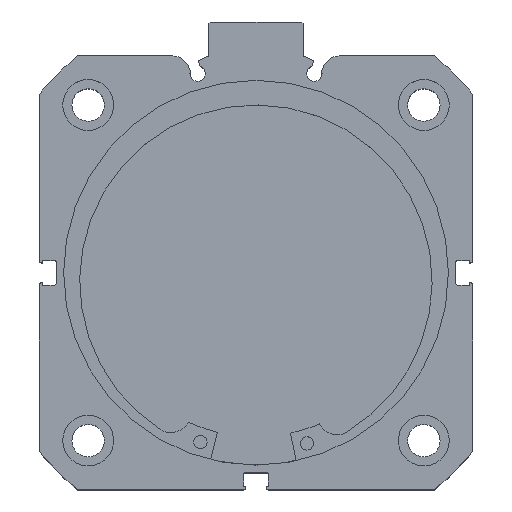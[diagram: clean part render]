
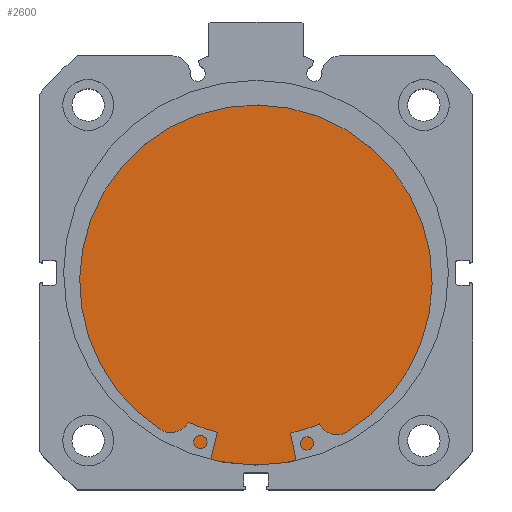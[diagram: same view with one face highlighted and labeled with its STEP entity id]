
A CAD part, top view. The second image highlights one B-rep face of the part: STEP entity #2600.
In plain terms, the highlighted face is planar.
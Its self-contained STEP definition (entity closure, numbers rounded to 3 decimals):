
#254 = FACE_OUTER_BOUND ( 'NONE', #4114, .T. ) ;
#856 = CIRCLE ( 'NONE', #5918, 51. ) ;
#880 = CIRCLE ( 'NONE', #5852, 51. ) ;
#1479 = CARTESIAN_POINT ( 'NONE',  ( 13., 0., 51. ) ) ;
#1964 = CARTESIAN_POINT ( 'NONE',  ( 13., 0., -51. ) ) ;
#2095 = DIRECTION ( 'NONE',  ( 0., 0., 1. ) ) ;
#2097 = DIRECTION ( 'NONE',  ( -1., 0., 0. ) ) ;
#2100 = CARTESIAN_POINT ( 'NONE',  ( 13., 51., 0. ) ) ;
#2102 = PLANE ( 'NONE',  #6089 ) ;
#2515 = VERTEX_POINT ( 'NONE', #1964 ) ;
#2556 = VERTEX_POINT ( 'NONE', #1479 ) ;
#2600 = ADVANCED_FACE ( 'NONE', ( #254 ), #2102, .F. ) ;
#4114 = EDGE_LOOP ( 'NONE', ( #6537, #6513 ) ) ;
#4931 = CARTESIAN_POINT ( 'NONE',  ( 13., 0., 0. ) ) ;
#4933 = DIRECTION ( 'NONE',  ( -1., 0., 0. ) ) ;
#4934 = DIRECTION ( 'NONE',  ( 0., 0., 1. ) ) ;
#4968 = CARTESIAN_POINT ( 'NONE',  ( 13., 0., 0. ) ) ;
#4974 = DIRECTION ( 'NONE',  ( -1., 0., 0. ) ) ;
#4975 = DIRECTION ( 'NONE',  ( 0., 0., 1. ) ) ;
#5685 = EDGE_CURVE ( 'NONE', #2556, #2515, #856, .T. ) ;
#5701 = EDGE_CURVE ( 'NONE', #2515, #2556, #880, .T. ) ;
#5852 = AXIS2_PLACEMENT_3D ( 'NONE', #4968, #4974, #4975 ) ;
#5918 = AXIS2_PLACEMENT_3D ( 'NONE', #4931, #4933, #4934 ) ;
#6089 = AXIS2_PLACEMENT_3D ( 'NONE', #2100, #2097, #2095 ) ;
#6513 = ORIENTED_EDGE ( 'NONE', *, *, #5701, .F. ) ;
#6537 = ORIENTED_EDGE ( 'NONE', *, *, #5685, .F. ) ;
